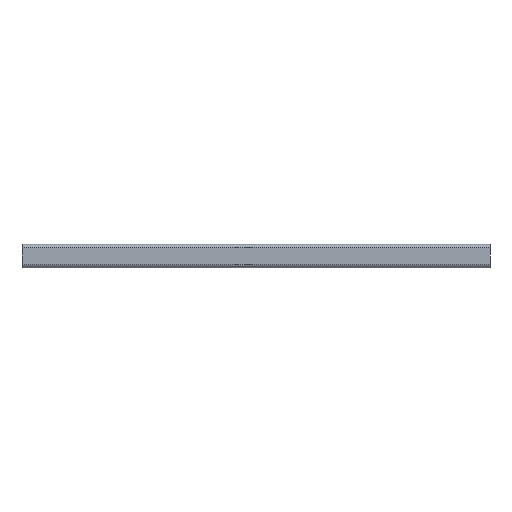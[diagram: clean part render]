
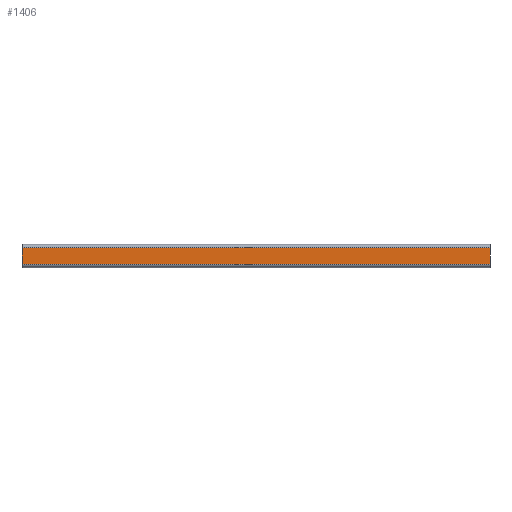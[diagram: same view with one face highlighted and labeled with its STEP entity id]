
A CAD part, left-side view. The second image highlights one B-rep face of the part: STEP entity #1406.
In plain terms, the highlighted planar face has unit normal (-1, 0, 0).
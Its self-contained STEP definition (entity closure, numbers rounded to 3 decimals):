
#461=DIRECTION('',(0.,-1.,0.));
#462=VECTOR('',#461,400.);
#463=CARTESIAN_POINT('',(-20.,200.,-3.));
#464=LINE('',#463,#462);
#465=DIRECTION('',(0.,-1.,0.));
#466=VECTOR('',#465,400.);
#467=CARTESIAN_POINT('',(-20.,200.,-16.804));
#468=LINE('',#467,#466);
#477=DIRECTION('',(0.,0.,1.));
#478=VECTOR('',#477,13.804);
#479=CARTESIAN_POINT('',(-20.,-200.,-16.804));
#480=LINE('',#479,#478);
#511=DIRECTION('',(0.,0.,1.));
#512=VECTOR('',#511,13.804);
#513=CARTESIAN_POINT('',(-20.,200.,-16.804));
#514=LINE('',#513,#512);
#769=CARTESIAN_POINT('',(-20.,200.,-3.));
#770=CARTESIAN_POINT('',(-20.,-200.,-3.));
#771=VERTEX_POINT('',#769);
#772=VERTEX_POINT('',#770);
#781=CARTESIAN_POINT('',(-20.,200.,-16.804));
#782=CARTESIAN_POINT('',(-20.,-200.,-16.804));
#783=VERTEX_POINT('',#781);
#784=VERTEX_POINT('',#782);
#1392=CARTESIAN_POINT('',(-20.,-200.,-22.));
#1393=DIRECTION('',(-1.,0.,0.));
#1394=DIRECTION('',(0.,0.,1.));
#1395=AXIS2_PLACEMENT_3D('',#1392,#1393,#1394);
#1396=PLANE('',#1395);
#1397=ORIENTED_EDGE('',*,*,#1383,.T.);
#1399=ORIENTED_EDGE('',*,*,#1398,.F.);
#1401=ORIENTED_EDGE('',*,*,#1400,.F.);
#1403=ORIENTED_EDGE('',*,*,#1402,.T.);
#1404=EDGE_LOOP('',(#1397,#1399,#1401,#1403));
#1405=FACE_OUTER_BOUND('',#1404,.F.);
#1406=ADVANCED_FACE('',(#1405),#1396,.T.);
#1383=EDGE_CURVE('',#771,#772,#464,.T.);
#1398=EDGE_CURVE('',#784,#772,#480,.T.);
#1400=EDGE_CURVE('',#783,#784,#468,.T.);
#1402=EDGE_CURVE('',#783,#771,#514,.T.);
